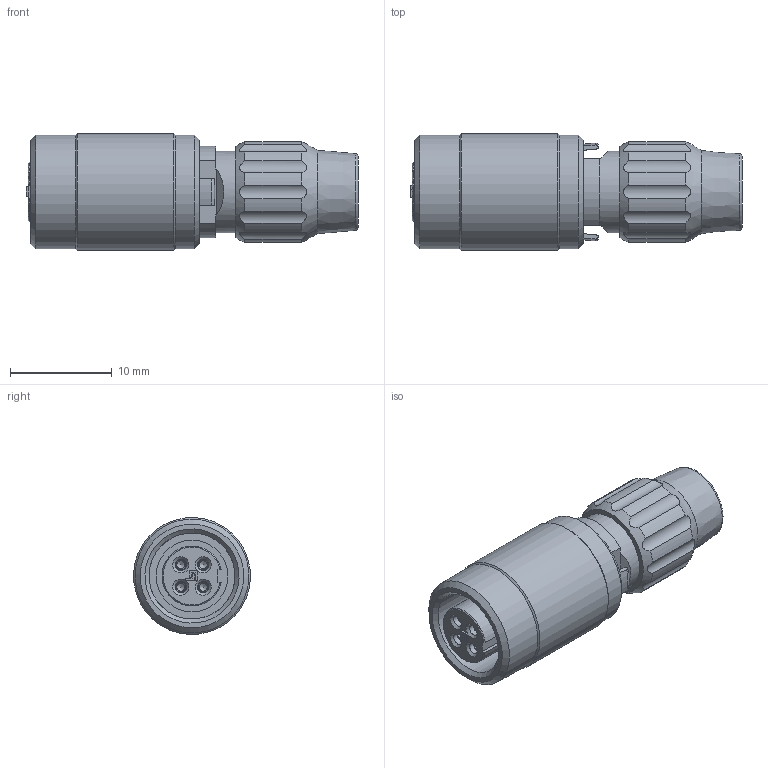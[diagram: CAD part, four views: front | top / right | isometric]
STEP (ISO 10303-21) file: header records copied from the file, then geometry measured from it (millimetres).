
FILE_DESCRIPTION(/* description */ (''),/* implementation_level */ '2;1');
FILE_NAME(/* name */ '99-0080-100-04_bg.stp',/* time_stamp */ '2010-12-07T17:15:54+01:00',/* author */ (''),/* organization */ (''),/* preprocessor_version */ 'ST-DEVELOPER v11',/* originating_system */ 'UGS - NX 5.0',/* authorisation */ '');
FILE_SCHEMA (('CONFIG_CONTROL_DESIGN'));
Length unit declared in the file: millimetre
Products named in the file (1): kbor08DD1u1v
Bounding box: 32.65 x 11.49 x 11.49 mm (x, y, z)
Volume: 2449.6 mm3; surface area: 1629.9 mm2
Topology: 1 solids, 1 shells, 143 faces, 361 edges, 235 vertices
Faces by surface type: plane 66, cylinder 39, cone 35, torus 3
Full cylindrical faces by diameter (mm): 1.1 x4, 7.05 x1, 8 x1, 8.459 x1, 11.2 x2, 11.5 x1
Entity records: 4524 total; most frequent: CARTESIAN_POINT 1201, DIRECTION 664, ORIENTED_EDGE 642, EDGE_CURVE 321, AXIS2_PLACEMENT_3D 269, VERTEX_POINT 226, EDGE_LOOP 185, ADVANCED_FACE 143
